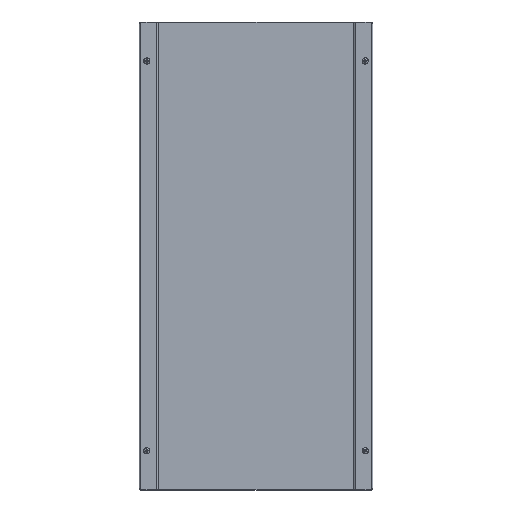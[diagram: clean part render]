
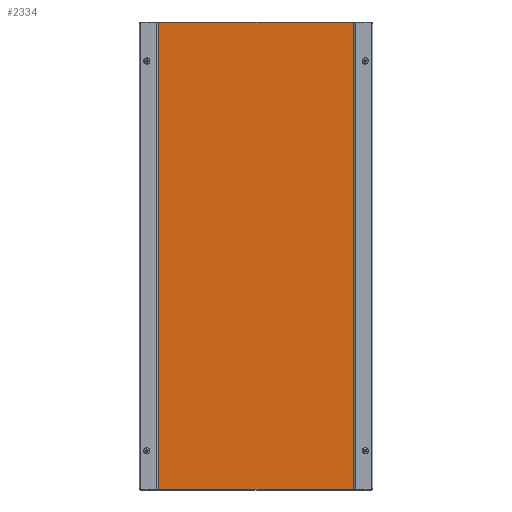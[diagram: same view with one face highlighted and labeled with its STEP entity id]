
A CAD part, top view. The second image highlights one B-rep face of the part: STEP entity #2334.
In plain terms, the highlighted face is planar.
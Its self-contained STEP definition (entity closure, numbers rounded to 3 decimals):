
#94 = DIRECTION ( 'NONE',  ( 0., -1., 0. ) ) ;
#140 = EDGE_CURVE ( 'NONE', #5647, #4415, #3569, .T. ) ;
#1209 = CARTESIAN_POINT ( 'NONE',  ( 0., 600., -1. ) ) ;
#1716 = DIRECTION ( 'NONE',  ( 0., 0., -1. ) ) ;
#1795 = CARTESIAN_POINT ( 'NONE',  ( 0., 0., -1. ) ) ;
#2334 = ADVANCED_FACE ( 'NONE', ( #7033 ), #6950, .T. ) ;
#2959 = VECTOR ( 'NONE', #15020, 1000. ) ;
#3527 = VECTOR ( 'NONE', #7415, 1000. ) ;
#3569 = LINE ( 'NONE', #7676, #3527 ) ;
#3611 = VECTOR ( 'NONE', #12009, 1000. ) ;
#4415 = VERTEX_POINT ( 'NONE', #8052 ) ;
#5647 = VERTEX_POINT ( 'NONE', #13978 ) ;
#5651 = EDGE_LOOP ( 'NONE', ( #6690, #14484, #13754, #16224 ) ) ;
#5893 = DIRECTION ( 'NONE',  ( -1., 0., 0. ) ) ;
#5920 = LINE ( 'NONE', #16501, #2959 ) ;
#6690 = ORIENTED_EDGE ( 'NONE', *, *, #13649, .F. ) ;
#6720 = EDGE_CURVE ( 'NONE', #7651, #5647, #12105, .T. ) ;
#6950 = PLANE ( 'NONE',  #7087 ) ;
#7033 = FACE_OUTER_BOUND ( 'NONE', #5651, .T. ) ;
#7087 = AXIS2_PLACEMENT_3D ( 'NONE', #1795, #1716, #5893 ) ;
#7415 = DIRECTION ( 'NONE',  ( 1., 0., 0. ) ) ;
#7651 = VERTEX_POINT ( 'NONE', #10769 ) ;
#7676 = CARTESIAN_POINT ( 'NONE',  ( 0., 0., -1. ) ) ;
#8052 = CARTESIAN_POINT ( 'NONE',  ( 251., 0., -1. ) ) ;
#8078 = EDGE_CURVE ( 'NONE', #4415, #15781, #5920, .T. ) ;
#10769 = CARTESIAN_POINT ( 'NONE',  ( 2., 600., -1. ) ) ;
#11187 = CARTESIAN_POINT ( 'NONE',  ( 251., 600., -1. ) ) ;
#11828 = VECTOR ( 'NONE', #94, 1000. ) ;
#12009 = DIRECTION ( 'NONE',  ( -1., 0., 0. ) ) ;
#12105 = LINE ( 'NONE', #14579, #11828 ) ;
#13157 = LINE ( 'NONE', #1209, #3611 ) ;
#13649 = EDGE_CURVE ( 'NONE', #15781, #7651, #13157, .T. ) ;
#13754 = ORIENTED_EDGE ( 'NONE', *, *, #140, .F. ) ;
#13978 = CARTESIAN_POINT ( 'NONE',  ( 2., 0., -1. ) ) ;
#14484 = ORIENTED_EDGE ( 'NONE', *, *, #8078, .F. ) ;
#14579 = CARTESIAN_POINT ( 'NONE',  ( 2., 600., -1. ) ) ;
#15020 = DIRECTION ( 'NONE',  ( 0., 1., 0. ) ) ;
#15781 = VERTEX_POINT ( 'NONE', #11187 ) ;
#16224 = ORIENTED_EDGE ( 'NONE', *, *, #6720, .F. ) ;
#16501 = CARTESIAN_POINT ( 'NONE',  ( 251., 0., -1. ) ) ;
